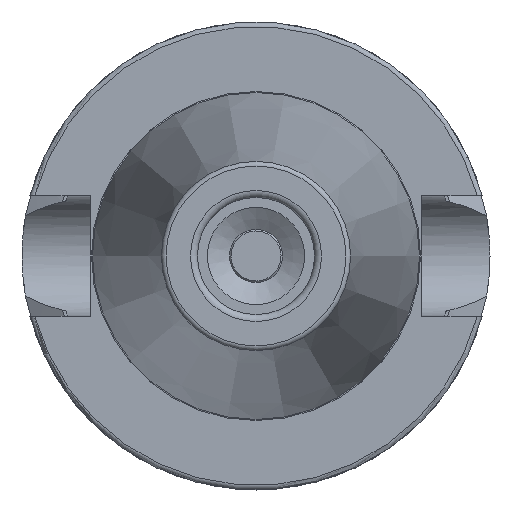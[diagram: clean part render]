
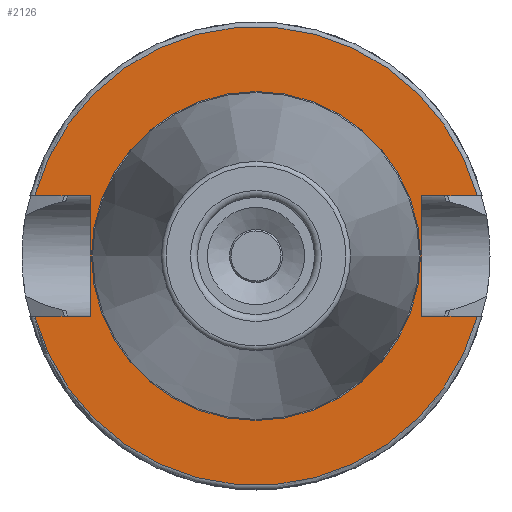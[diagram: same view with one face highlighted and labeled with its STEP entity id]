
A CAD part, left-side view. The second image highlights one B-rep face of the part: STEP entity #2126.
In plain terms, the highlighted planar face has unit normal (-1, 0, 0).
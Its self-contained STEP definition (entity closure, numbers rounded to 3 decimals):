
#522=FACE_BOUND('',#807,.T.);
#567=CIRCLE('',#2401,49.);
#579=CIRCLE('',#2423,35.15);
#580=CIRCLE('',#2425,49.);
#696=FACE_OUTER_BOUND('',#806,.T.);
#806=EDGE_LOOP('',(#1756,#1757,#1758,#1759,#1760,#1761,#1762,#1763));
#807=EDGE_LOOP('',(#1764));
#912=LINE('',#3470,#1032);
#916=LINE('',#3478,#1036);
#919=LINE('',#3498,#1039);
#930=LINE('',#3598,#1050);
#933=LINE('',#3619,#1053);
#935=LINE('',#3622,#1055);
#1032=VECTOR('',#2742,10.);
#1036=VECTOR('',#2748,10.);
#1039=VECTOR('',#2753,10.);
#1050=VECTOR('',#2808,10.);
#1053=VECTOR('',#2813,10.);
#1055=VECTOR('',#2817,10.);
#1167=VERTEX_POINT('',#3458);
#1168=VERTEX_POINT('',#3469);
#1170=VERTEX_POINT('',#3475);
#1171=VERTEX_POINT('',#3477);
#1186=VERTEX_POINT('',#3558);
#1193=VERTEX_POINT('',#3595);
#1194=VERTEX_POINT('',#3597);
#1198=VERTEX_POINT('',#3618);
#1206=VERTEX_POINT('',#3648);
#1348=EDGE_CURVE('',#1168,#1167,#912,.T.);
#1352=EDGE_CURVE('',#1171,#1170,#916,.T.);
#1357=EDGE_CURVE('',#1170,#1168,#919,.T.);
#1377=EDGE_CURVE('',#1171,#1186,#567,.T.);
#1387=EDGE_CURVE('',#1194,#1193,#930,.T.);
#1392=EDGE_CURVE('',#1198,#1186,#933,.T.);
#1394=EDGE_CURVE('',#1193,#1198,#935,.T.);
#1408=EDGE_CURVE('',#1206,#1206,#579,.T.);
#1409=EDGE_CURVE('',#1194,#1167,#580,.T.);
#1756=ORIENTED_EDGE('',*,*,#1348,.T.);
#1757=ORIENTED_EDGE('',*,*,#1409,.F.);
#1758=ORIENTED_EDGE('',*,*,#1387,.T.);
#1759=ORIENTED_EDGE('',*,*,#1394,.T.);
#1760=ORIENTED_EDGE('',*,*,#1392,.T.);
#1761=ORIENTED_EDGE('',*,*,#1377,.F.);
#1762=ORIENTED_EDGE('',*,*,#1352,.T.);
#1763=ORIENTED_EDGE('',*,*,#1357,.T.);
#1764=ORIENTED_EDGE('',*,*,#1408,.T.);
#2047=PLANE('',#2424);
#2126=ADVANCED_FACE('',(#696,#522),#2047,.T.);
#2401=AXIS2_PLACEMENT_3D('',#3559,#2795,#2796);
#2423=AXIS2_PLACEMENT_3D('',#3650,#2853,#2854);
#2424=AXIS2_PLACEMENT_3D('',#3651,#2855,#2856);
#2425=AXIS2_PLACEMENT_3D('',#3652,#2857,#2858);
#2742=DIRECTION('',(0.,-1.,0.));
#2748=DIRECTION('',(0.,1.,0.));
#2753=DIRECTION('',(0.,0.,1.));
#2795=DIRECTION('center_axis',(1.,0.,0.));
#2796=DIRECTION('ref_axis',(0.,0.,-1.));
#2808=DIRECTION('',(0.,-1.,0.));
#2813=DIRECTION('',(0.,1.,0.));
#2817=DIRECTION('',(0.,0.,-1.));
#2853=DIRECTION('center_axis',(1.,0.,0.));
#2854=DIRECTION('ref_axis',(0.,0.,-1.));
#2855=DIRECTION('center_axis',(-1.,0.,0.));
#2856=DIRECTION('ref_axis',(0.,0.,1.));
#2857=DIRECTION('center_axis',(1.,0.,0.));
#2858=DIRECTION('ref_axis',(0.,0.,-1.));
#3458=CARTESIAN_POINT('',(3.,-47.285,12.85));
#3469=CARTESIAN_POINT('',(3.,-35.4,12.85));
#3470=CARTESIAN_POINT('',(3.,6.8,12.85));
#3475=CARTESIAN_POINT('',(3.,-35.4,-12.85));
#3477=CARTESIAN_POINT('',(3.,-47.285,-12.85));
#3478=CARTESIAN_POINT('',(3.,6.8,-12.85));
#3498=CARTESIAN_POINT('',(3.,-35.4,0.));
#3558=CARTESIAN_POINT('',(3.,47.285,-12.85));
#3559=CARTESIAN_POINT('Origin',(3.,0.,0.));
#3595=CARTESIAN_POINT('',(3.,35.4,12.85));
#3597=CARTESIAN_POINT('',(3.,47.285,12.85));
#3598=CARTESIAN_POINT('',(3.,42.2,12.85));
#3618=CARTESIAN_POINT('',(3.,35.4,-12.85));
#3619=CARTESIAN_POINT('',(3.,42.2,-12.85));
#3622=CARTESIAN_POINT('',(3.,35.4,0.));
#3648=CARTESIAN_POINT('',(3.,0.,35.15));
#3650=CARTESIAN_POINT('Origin',(3.,0.,0.));
#3651=CARTESIAN_POINT('Origin',(3.,49.,0.));
#3652=CARTESIAN_POINT('Origin',(3.,0.,0.));
